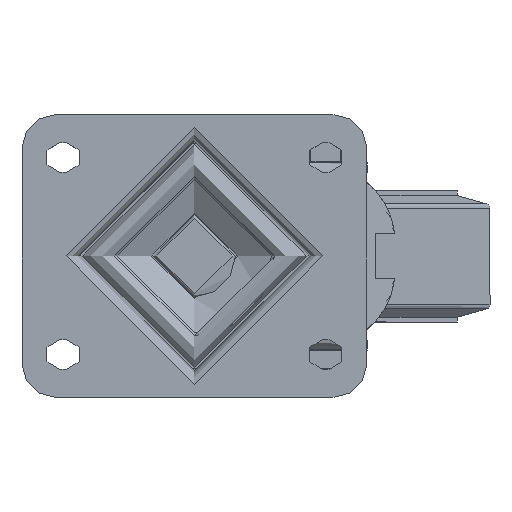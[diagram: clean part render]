
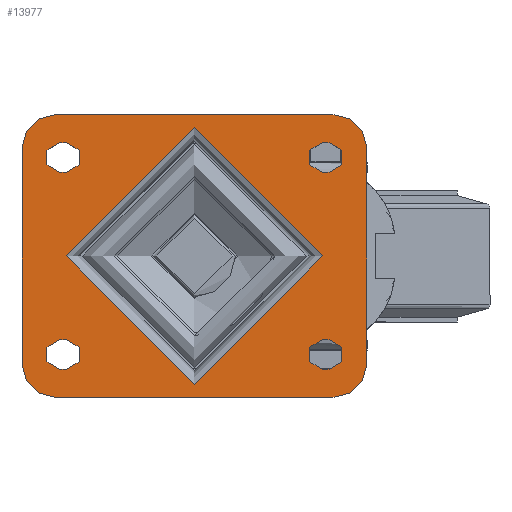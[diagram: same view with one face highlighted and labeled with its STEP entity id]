
A CAD part, top view. The second image highlights one B-rep face of the part: STEP entity #13977.
In plain terms, the highlighted planar face has unit normal (0, 0, 1).
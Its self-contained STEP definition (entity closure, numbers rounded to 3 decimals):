
#1171=FACE_BOUND('',#4869,.T.);
#1172=FACE_BOUND('',#4870,.T.);
#1173=FACE_BOUND('',#4871,.T.);
#1174=FACE_BOUND('',#4872,.T.);
#1175=FACE_BOUND('',#4873,.T.);
#1396=PLANE('',#15203);
#1960=LINE('',#20964,#2939);
#1961=LINE('',#20965,#2940);
#1962=LINE('',#20966,#2941);
#1963=LINE('',#20967,#2942);
#1964=LINE('',#20968,#2943);
#1965=LINE('',#20969,#2944);
#1966=LINE('',#20970,#2945);
#1967=LINE('',#20971,#2946);
#1968=LINE('',#20972,#2947);
#1969=LINE('',#20973,#2948);
#1970=LINE('',#20974,#2949);
#1971=LINE('',#20975,#2950);
#2939=VECTOR('',#17064,1000.);
#2940=VECTOR('',#17065,1000.);
#2941=VECTOR('',#17066,1000.);
#2942=VECTOR('',#17067,1000.);
#2943=VECTOR('',#17068,1000.);
#2944=VECTOR('',#17069,1000.);
#2945=VECTOR('',#17070,1000.);
#2946=VECTOR('',#17071,1000.);
#2947=VECTOR('',#17072,1000.);
#2948=VECTOR('',#17073,1000.);
#2949=VECTOR('',#17074,1000.);
#2950=VECTOR('',#17075,1000.);
#4020=FACE_OUTER_BOUND('',#4868,.T.);
#4868=EDGE_LOOP('',(#10410,#10411,#10412,#10413,#10414,#10415,#10416,#10417));
#4869=EDGE_LOOP('',(#10418));
#4870=EDGE_LOOP('',(#10419,#10420,#10421,#10422));
#4871=EDGE_LOOP('',(#10423,#10424,#10425,#10426));
#4872=EDGE_LOOP('',(#10427,#10428,#10429,#10430));
#4873=EDGE_LOOP('',(#10431,#10432,#10433,#10434));
#5671=CIRCLE('',#14876,4.5);
#5673=CIRCLE('',#14879,4.5);
#5675=CIRCLE('',#14882,4.5);
#5677=CIRCLE('',#14885,4.5);
#5679=CIRCLE('',#14888,4.5);
#5681=CIRCLE('',#14891,4.5);
#5683=CIRCLE('',#14894,4.5);
#5685=CIRCLE('',#14897,4.5);
#5686=CIRCLE('',#14899,10.);
#5688=CIRCLE('',#14902,10.);
#5690=CIRCLE('',#14905,10.);
#5692=CIRCLE('',#14908,10.);
#5702=CIRCLE('',#14922,39.);
#6184=VERTEX_POINT('',#19792);
#6185=VERTEX_POINT('',#19794);
#6188=VERTEX_POINT('',#19801);
#6189=VERTEX_POINT('',#19803);
#6192=VERTEX_POINT('',#19810);
#6193=VERTEX_POINT('',#19812);
#6196=VERTEX_POINT('',#19819);
#6197=VERTEX_POINT('',#19821);
#6200=VERTEX_POINT('',#19828);
#6201=VERTEX_POINT('',#19830);
#6204=VERTEX_POINT('',#19837);
#6205=VERTEX_POINT('',#19839);
#6208=VERTEX_POINT('',#19846);
#6209=VERTEX_POINT('',#19848);
#6212=VERTEX_POINT('',#19855);
#6213=VERTEX_POINT('',#19857);
#6214=VERTEX_POINT('',#19861);
#6215=VERTEX_POINT('',#19862);
#6218=VERTEX_POINT('',#19870);
#6219=VERTEX_POINT('',#19871);
#6222=VERTEX_POINT('',#19879);
#6223=VERTEX_POINT('',#19880);
#6226=VERTEX_POINT('',#19888);
#6227=VERTEX_POINT('',#19889);
#6236=VERTEX_POINT('',#19915);
#7534=EDGE_CURVE('',#6185,#6184,#5671,.T.);
#7538=EDGE_CURVE('',#6189,#6188,#5673,.T.);
#7542=EDGE_CURVE('',#6193,#6192,#5675,.T.);
#7546=EDGE_CURVE('',#6197,#6196,#5677,.T.);
#7550=EDGE_CURVE('',#6201,#6200,#5679,.T.);
#7554=EDGE_CURVE('',#6205,#6204,#5681,.T.);
#7558=EDGE_CURVE('',#6209,#6208,#5683,.T.);
#7562=EDGE_CURVE('',#6213,#6212,#5685,.T.);
#7564=EDGE_CURVE('',#6214,#6215,#5686,.T.);
#7568=EDGE_CURVE('',#6218,#6219,#5688,.T.);
#7572=EDGE_CURVE('',#6222,#6223,#5690,.T.);
#7576=EDGE_CURVE('',#6226,#6227,#5692,.T.);
#7589=EDGE_CURVE('',#6236,#6236,#5702,.T.);
#7954=EDGE_CURVE('',#6223,#6226,#1960,.T.);
#7955=EDGE_CURVE('',#6219,#6222,#1961,.T.);
#7956=EDGE_CURVE('',#6215,#6218,#1962,.T.);
#7957=EDGE_CURVE('',#6227,#6214,#1963,.T.);
#7958=EDGE_CURVE('',#6208,#6213,#1964,.T.);
#7959=EDGE_CURVE('',#6212,#6209,#1965,.T.);
#7960=EDGE_CURVE('',#6200,#6205,#1966,.T.);
#7961=EDGE_CURVE('',#6204,#6201,#1967,.T.);
#7962=EDGE_CURVE('',#6192,#6197,#1968,.T.);
#7963=EDGE_CURVE('',#6196,#6193,#1969,.T.);
#7964=EDGE_CURVE('',#6184,#6189,#1970,.T.);
#7965=EDGE_CURVE('',#6188,#6185,#1971,.T.);
#10410=ORIENTED_EDGE('',*,*,#7576,.F.);
#10411=ORIENTED_EDGE('',*,*,#7954,.F.);
#10412=ORIENTED_EDGE('',*,*,#7572,.F.);
#10413=ORIENTED_EDGE('',*,*,#7955,.F.);
#10414=ORIENTED_EDGE('',*,*,#7568,.F.);
#10415=ORIENTED_EDGE('',*,*,#7956,.F.);
#10416=ORIENTED_EDGE('',*,*,#7564,.F.);
#10417=ORIENTED_EDGE('',*,*,#7957,.F.);
#10418=ORIENTED_EDGE('',*,*,#7589,.F.);
#10419=ORIENTED_EDGE('',*,*,#7958,.T.);
#10420=ORIENTED_EDGE('',*,*,#7562,.T.);
#10421=ORIENTED_EDGE('',*,*,#7959,.T.);
#10422=ORIENTED_EDGE('',*,*,#7558,.T.);
#10423=ORIENTED_EDGE('',*,*,#7960,.T.);
#10424=ORIENTED_EDGE('',*,*,#7554,.T.);
#10425=ORIENTED_EDGE('',*,*,#7961,.T.);
#10426=ORIENTED_EDGE('',*,*,#7550,.T.);
#10427=ORIENTED_EDGE('',*,*,#7962,.T.);
#10428=ORIENTED_EDGE('',*,*,#7546,.T.);
#10429=ORIENTED_EDGE('',*,*,#7963,.T.);
#10430=ORIENTED_EDGE('',*,*,#7542,.T.);
#10431=ORIENTED_EDGE('',*,*,#7964,.T.);
#10432=ORIENTED_EDGE('',*,*,#7538,.T.);
#10433=ORIENTED_EDGE('',*,*,#7965,.T.);
#10434=ORIENTED_EDGE('',*,*,#7534,.T.);
#13977=ADVANCED_FACE('',(#4020,#1171,#1172,#1173,#1174,#1175),#1396,.T.);
#14876=AXIS2_PLACEMENT_3D('',#19795,#16198,#16199);
#14879=AXIS2_PLACEMENT_3D('',#19804,#16206,#16207);
#14882=AXIS2_PLACEMENT_3D('',#19813,#16214,#16215);
#14885=AXIS2_PLACEMENT_3D('',#19822,#16222,#16223);
#14888=AXIS2_PLACEMENT_3D('',#19831,#16230,#16231);
#14891=AXIS2_PLACEMENT_3D('',#19840,#16238,#16239);
#14894=AXIS2_PLACEMENT_3D('',#19849,#16246,#16247);
#14897=AXIS2_PLACEMENT_3D('',#19858,#16254,#16255);
#14899=AXIS2_PLACEMENT_3D('',#19863,#16259,#16260);
#14902=AXIS2_PLACEMENT_3D('',#19872,#16267,#16268);
#14905=AXIS2_PLACEMENT_3D('',#19881,#16275,#16276);
#14908=AXIS2_PLACEMENT_3D('',#19890,#16283,#16284);
#14922=AXIS2_PLACEMENT_3D('',#19916,#16314,#16315);
#15203=AXIS2_PLACEMENT_3D('',#20963,#17062,#17063);
#16198=DIRECTION('center_axis',(0.,0.,-1.));
#16199=DIRECTION('ref_axis',(1.,0.,0.));
#16206=DIRECTION('center_axis',(0.,0.,-1.));
#16207=DIRECTION('ref_axis',(-1.,0.,0.));
#16214=DIRECTION('center_axis',(0.,0.,-1.));
#16215=DIRECTION('ref_axis',(1.,0.,0.));
#16222=DIRECTION('center_axis',(0.,0.,-1.));
#16223=DIRECTION('ref_axis',(-1.,0.,0.));
#16230=DIRECTION('center_axis',(0.,0.,-1.));
#16231=DIRECTION('ref_axis',(-1.,0.,0.));
#16238=DIRECTION('center_axis',(0.,0.,-1.));
#16239=DIRECTION('ref_axis',(1.,0.,0.));
#16246=DIRECTION('center_axis',(0.,0.,-1.));
#16247=DIRECTION('ref_axis',(-1.,0.,0.));
#16254=DIRECTION('center_axis',(0.,0.,-1.));
#16255=DIRECTION('ref_axis',(1.,0.,0.));
#16259=DIRECTION('center_axis',(0.,0.,-1.));
#16260=DIRECTION('ref_axis',(-0.707,0.707,0.));
#16267=DIRECTION('center_axis',(0.,0.,-1.));
#16268=DIRECTION('ref_axis',(0.707,0.707,0.));
#16275=DIRECTION('center_axis',(0.,0.,-1.));
#16276=DIRECTION('ref_axis',(0.707,-0.707,0.));
#16283=DIRECTION('center_axis',(0.,0.,-1.));
#16284=DIRECTION('ref_axis',(-0.707,-0.707,0.));
#16314=DIRECTION('center_axis',(0.,0.,1.));
#16315=DIRECTION('ref_axis',(0.,-1.,0.));
#17062=DIRECTION('center_axis',(0.,0.,1.));
#17063=DIRECTION('ref_axis',(1.,0.,0.));
#17064=DIRECTION('',(-1.,0.,0.));
#17065=DIRECTION('',(0.,-1.,0.));
#17066=DIRECTION('',(1.,0.,0.));
#17067=DIRECTION('',(0.,1.,0.));
#17068=DIRECTION('',(-1.,0.,0.));
#17069=DIRECTION('',(1.,0.,0.));
#17070=DIRECTION('',(-1.,0.,0.));
#17071=DIRECTION('',(1.,0.,0.));
#17072=DIRECTION('',(1.,0.,0.));
#17073=DIRECTION('',(-1.,0.,0.));
#17074=DIRECTION('',(1.,0.,0.));
#17075=DIRECTION('',(-1.,0.,0.));
#19792=CARTESIAN_POINT('',(39.,-25.5,0.));
#19794=CARTESIAN_POINT('',(39.,-34.5,0.));
#19795=CARTESIAN_POINT('Origin',(39.,-30.,0.));
#19801=CARTESIAN_POINT('',(41.,-34.5,0.));
#19803=CARTESIAN_POINT('',(41.,-25.5,0.));
#19804=CARTESIAN_POINT('Origin',(41.,-30.,0.));
#19810=CARTESIAN_POINT('',(39.,34.5,0.));
#19812=CARTESIAN_POINT('',(39.,25.5,0.));
#19813=CARTESIAN_POINT('Origin',(39.,30.,0.));
#19819=CARTESIAN_POINT('',(41.,25.5,0.));
#19821=CARTESIAN_POINT('',(41.,34.5,0.));
#19822=CARTESIAN_POINT('Origin',(41.,30.,0.));
#19828=CARTESIAN_POINT('',(-39.,-34.5,0.));
#19830=CARTESIAN_POINT('',(-39.,-25.5,0.));
#19831=CARTESIAN_POINT('Origin',(-39.,-30.,0.));
#19837=CARTESIAN_POINT('',(-41.,-25.5,0.));
#19839=CARTESIAN_POINT('',(-41.,-34.5,0.));
#19840=CARTESIAN_POINT('Origin',(-41.,-30.,0.));
#19846=CARTESIAN_POINT('',(-39.,25.5,0.));
#19848=CARTESIAN_POINT('',(-39.,34.5,0.));
#19849=CARTESIAN_POINT('Origin',(-39.,30.,0.));
#19855=CARTESIAN_POINT('',(-41.,34.5,0.));
#19857=CARTESIAN_POINT('',(-41.,25.5,0.));
#19858=CARTESIAN_POINT('Origin',(-41.,30.,0.));
#19861=CARTESIAN_POINT('',(-52.5,33.,0.));
#19862=CARTESIAN_POINT('',(-42.5,43.,0.));
#19863=CARTESIAN_POINT('Origin',(-42.5,33.,0.));
#19870=CARTESIAN_POINT('',(42.5,43.,0.));
#19871=CARTESIAN_POINT('',(52.5,33.,0.));
#19872=CARTESIAN_POINT('Origin',(42.5,33.,0.));
#19879=CARTESIAN_POINT('',(52.5,-33.,0.));
#19880=CARTESIAN_POINT('',(42.5,-43.,0.));
#19881=CARTESIAN_POINT('Origin',(42.5,-33.,0.));
#19888=CARTESIAN_POINT('',(-42.5,-43.,0.));
#19889=CARTESIAN_POINT('',(-52.5,-33.,0.));
#19890=CARTESIAN_POINT('Origin',(-42.5,-33.,0.));
#19915=CARTESIAN_POINT('',(39.,0.,0.));
#19916=CARTESIAN_POINT('Origin',(0.,0.,0.));
#20963=CARTESIAN_POINT('Origin',(0.,0.,0.));
#20964=CARTESIAN_POINT('',(52.5,-43.,0.));
#20965=CARTESIAN_POINT('',(52.5,43.,0.));
#20966=CARTESIAN_POINT('',(-52.5,43.,0.));
#20967=CARTESIAN_POINT('',(-52.5,-43.,0.));
#20968=CARTESIAN_POINT('',(-41.,25.5,0.));
#20969=CARTESIAN_POINT('',(-41.,34.5,0.));
#20970=CARTESIAN_POINT('',(-41.,-34.5,0.));
#20971=CARTESIAN_POINT('',(-41.,-25.5,0.));
#20972=CARTESIAN_POINT('',(41.,34.5,0.));
#20973=CARTESIAN_POINT('',(41.,25.5,0.));
#20974=CARTESIAN_POINT('',(41.,-25.5,0.));
#20975=CARTESIAN_POINT('',(41.,-34.5,0.));
